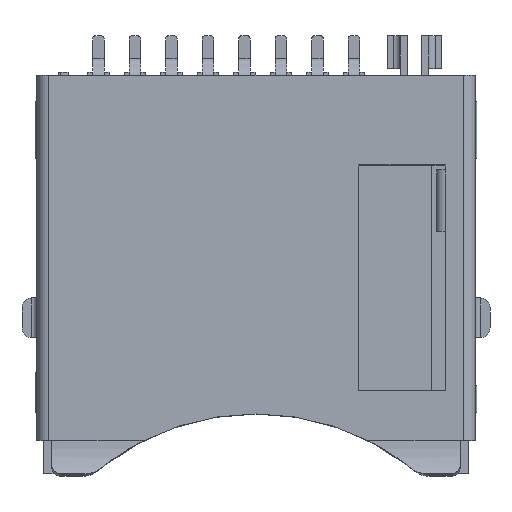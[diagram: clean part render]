
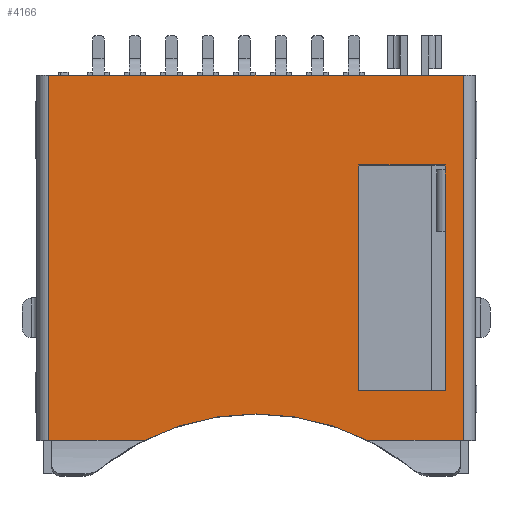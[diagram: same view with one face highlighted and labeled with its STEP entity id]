
A CAD part, top view. The second image highlights one B-rep face of the part: STEP entity #4166.
In plain terms, the highlighted planar face has unit normal (0, 0, 1).
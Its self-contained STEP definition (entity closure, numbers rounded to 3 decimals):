
#852 = VERTEX_POINT('',#853);
#853 = CARTESIAN_POINT('',(-6.25,6.05,1.71));
#860 = EDGE_CURVE('',#861,#852,#863,.T.);
#861 = VERTEX_POINT('',#862);
#862 = CARTESIAN_POINT('',(6.25,6.05,1.71));
#863 = LINE('',#864,#865);
#864 = CARTESIAN_POINT('',(-6.25,6.05,1.71));
#865 = VECTOR('',#866,1.);
#866 = DIRECTION('',(-1.,0.,0.));
#4146 = VERTEX_POINT('',#4147);
#4147 = CARTESIAN_POINT('',(-6.25,-4.95,1.71));
#4154 = EDGE_CURVE('',#4146,#852,#4155,.T.);
#4155 = LINE('',#4156,#4157);
#4156 = CARTESIAN_POINT('',(-6.25,-4.95,1.71));
#4157 = VECTOR('',#4158,1.);
#4158 = DIRECTION('',(0.,1.,0.));
#4166 = ADVANCED_FACE('',(#4167,#4227),#4277,.F.);
#4167 = FACE_BOUND('',#4168,.T.);
#4168 = EDGE_LOOP('',(#4169,#4180,#4189,#4197,#4205,#4211,#4212,#4213,
    #4221));
#4169 = ORIENTED_EDGE('',*,*,#4170,.T.);
#4170 = EDGE_CURVE('',#4171,#4173,#4175,.T.);
#4171 = VERTEX_POINT('',#4172);
#4172 = CARTESIAN_POINT('',(-3.37,-4.95,1.71));
#4173 = VERTEX_POINT('',#4174);
#4174 = CARTESIAN_POINT('',(0.,-4.15,1.71));
#4175 = CIRCLE('',#4176,7.5);
#4176 = AXIS2_PLACEMENT_3D('',#4177,#4178,#4179);
#4177 = CARTESIAN_POINT('',(0.,-11.65,1.71));
#4178 = DIRECTION('',(0.,0.,-1.));
#4179 = DIRECTION('',(0.,1.,0.));
#4180 = ORIENTED_EDGE('',*,*,#4181,.T.);
#4181 = EDGE_CURVE('',#4173,#4182,#4184,.T.);
#4182 = VERTEX_POINT('',#4183);
#4183 = CARTESIAN_POINT('',(3.37,-4.95,1.71));
#4184 = CIRCLE('',#4185,7.5);
#4185 = AXIS2_PLACEMENT_3D('',#4186,#4187,#4188);
#4186 = CARTESIAN_POINT('',(0.,-11.65,1.71));
#4187 = DIRECTION('',(0.,0.,-1.));
#4188 = DIRECTION('',(0.,1.,0.));
#4189 = ORIENTED_EDGE('',*,*,#4190,.F.);
#4190 = EDGE_CURVE('',#4191,#4182,#4193,.T.);
#4191 = VERTEX_POINT('',#4192);
#4192 = CARTESIAN_POINT('',(6.15,-4.95,1.71));
#4193 = LINE('',#4194,#4195);
#4194 = CARTESIAN_POINT('',(-6.25,-4.95,1.71));
#4195 = VECTOR('',#4196,1.);
#4196 = DIRECTION('',(-1.,0.,0.));
#4197 = ORIENTED_EDGE('',*,*,#4198,.F.);
#4198 = EDGE_CURVE('',#4199,#4191,#4201,.T.);
#4199 = VERTEX_POINT('',#4200);
#4200 = CARTESIAN_POINT('',(6.25,-4.95,1.71));
#4201 = LINE('',#4202,#4203);
#4202 = CARTESIAN_POINT('',(-6.25,-4.95,1.71));
#4203 = VECTOR('',#4204,1.);
#4204 = DIRECTION('',(-1.,0.,0.));
#4205 = ORIENTED_EDGE('',*,*,#4206,.F.);
#4206 = EDGE_CURVE('',#861,#4199,#4207,.T.);
#4207 = LINE('',#4208,#4209);
#4208 = CARTESIAN_POINT('',(6.25,-4.95,1.71));
#4209 = VECTOR('',#4210,1.);
#4210 = DIRECTION('',(0.,-1.,0.));
#4211 = ORIENTED_EDGE('',*,*,#860,.T.);
#4212 = ORIENTED_EDGE('',*,*,#4154,.F.);
#4213 = ORIENTED_EDGE('',*,*,#4214,.F.);
#4214 = EDGE_CURVE('',#4215,#4146,#4217,.T.);
#4215 = VERTEX_POINT('',#4216);
#4216 = CARTESIAN_POINT('',(-6.15,-4.95,1.71));
#4217 = LINE('',#4218,#4219);
#4218 = CARTESIAN_POINT('',(-6.25,-4.95,1.71));
#4219 = VECTOR('',#4220,1.);
#4220 = DIRECTION('',(-1.,0.,0.));
#4221 = ORIENTED_EDGE('',*,*,#4222,.F.);
#4222 = EDGE_CURVE('',#4171,#4215,#4223,.T.);
#4223 = LINE('',#4224,#4225);
#4224 = CARTESIAN_POINT('',(-6.25,-4.95,1.71));
#4225 = VECTOR('',#4226,1.);
#4226 = DIRECTION('',(-1.,0.,0.));
#4227 = FACE_BOUND('',#4228,.T.);
#4228 = EDGE_LOOP('',(#4229,#4239,#4247,#4255,#4263,#4271));
#4229 = ORIENTED_EDGE('',*,*,#4230,.F.);
#4230 = EDGE_CURVE('',#4231,#4233,#4235,.T.);
#4231 = VERTEX_POINT('',#4232);
#4232 = CARTESIAN_POINT('',(3.1,3.35,1.71));
#4233 = VERTEX_POINT('',#4234);
#4234 = CARTESIAN_POINT('',(3.1,-3.45,1.71));
#4235 = LINE('',#4236,#4237);
#4236 = CARTESIAN_POINT('',(3.1,-4.95,1.71));
#4237 = VECTOR('',#4238,1.);
#4238 = DIRECTION('',(0.,-1.,0.));
#4239 = ORIENTED_EDGE('',*,*,#4240,.F.);
#4240 = EDGE_CURVE('',#4241,#4231,#4243,.T.);
#4241 = VERTEX_POINT('',#4242);
#4242 = CARTESIAN_POINT('',(5.7,3.35,1.71));
#4243 = LINE('',#4244,#4245);
#4244 = CARTESIAN_POINT('',(-6.25,3.35,1.71));
#4245 = VECTOR('',#4246,1.);
#4246 = DIRECTION('',(-1.,0.,0.));
#4247 = ORIENTED_EDGE('',*,*,#4248,.F.);
#4248 = EDGE_CURVE('',#4249,#4241,#4251,.T.);
#4249 = VERTEX_POINT('',#4250);
#4250 = CARTESIAN_POINT('',(5.7,3.2,1.71));
#4251 = LINE('',#4252,#4253);
#4252 = CARTESIAN_POINT('',(5.7,-4.95,1.71));
#4253 = VECTOR('',#4254,1.);
#4254 = DIRECTION('',(0.,1.,0.));
#4255 = ORIENTED_EDGE('',*,*,#4256,.F.);
#4256 = EDGE_CURVE('',#4257,#4249,#4259,.T.);
#4257 = VERTEX_POINT('',#4258);
#4258 = CARTESIAN_POINT('',(5.7,1.35,1.71));
#4259 = LINE('',#4260,#4261);
#4260 = CARTESIAN_POINT('',(5.7,-4.95,1.71));
#4261 = VECTOR('',#4262,1.);
#4262 = DIRECTION('',(0.,1.,0.));
#4263 = ORIENTED_EDGE('',*,*,#4264,.F.);
#4264 = EDGE_CURVE('',#4265,#4257,#4267,.T.);
#4265 = VERTEX_POINT('',#4266);
#4266 = CARTESIAN_POINT('',(5.7,-3.45,1.71));
#4267 = LINE('',#4268,#4269);
#4268 = CARTESIAN_POINT('',(5.7,-4.95,1.71));
#4269 = VECTOR('',#4270,1.);
#4270 = DIRECTION('',(0.,1.,0.));
#4271 = ORIENTED_EDGE('',*,*,#4272,.F.);
#4272 = EDGE_CURVE('',#4233,#4265,#4273,.T.);
#4273 = LINE('',#4274,#4275);
#4274 = CARTESIAN_POINT('',(-6.25,-3.45,1.71));
#4275 = VECTOR('',#4276,1.);
#4276 = DIRECTION('',(1.,0.,0.));
#4277 = PLANE('',#4278);
#4278 = AXIS2_PLACEMENT_3D('',#4279,#4280,#4281);
#4279 = CARTESIAN_POINT('',(-6.25,-4.95,1.71));
#4280 = DIRECTION('',(0.,0.,-1.));
#4281 = DIRECTION('',(0.,1.,0.));
